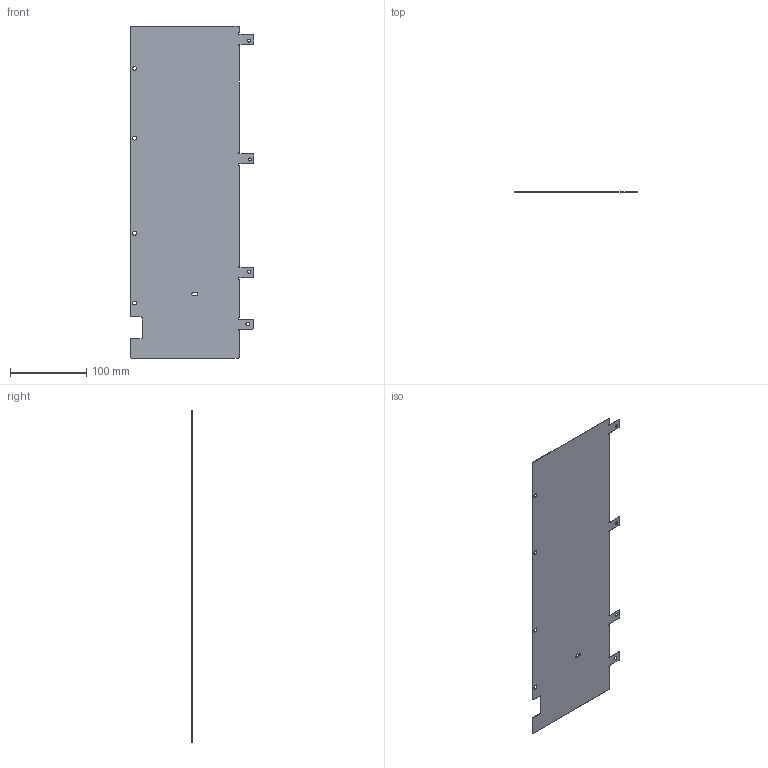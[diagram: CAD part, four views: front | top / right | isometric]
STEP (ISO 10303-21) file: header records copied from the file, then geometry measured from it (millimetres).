
FILE_DESCRIPTION (( 'STEP AP214' ), '1' );
FILE_NAME ('a5_shield_flat.STEP', '2020-05-31T06:32:01', ( 'Windows User' ), ( '' ), 'SwSTEP 2.0', 'SolidWorks 2019', '' );
FILE_SCHEMA (( 'AUTOMOTIVE_DESIGN' ));
Length unit declared in the file: millimetre
Products named in the file (1): a5_shield_flat
Bounding box: 162.4 x 0.5 x 435 mm (x, y, z)
Volume: 31275.6 mm3; surface area: 125857.8 mm2
Topology: 1 solids, 1 shells, 70 faces, 204 edges, 136 vertices
Faces by surface type: cylinder 34, plane 28, cone 8
Entity records: 2422 total; most frequent: DIRECTION 430, CARTESIAN_POINT 411, ORIENTED_EDGE 408, EDGE_CURVE 204, AXIS2_PLACEMENT_3D 155, VERTEX_POINT 136, VECTOR 120, LINE 120
